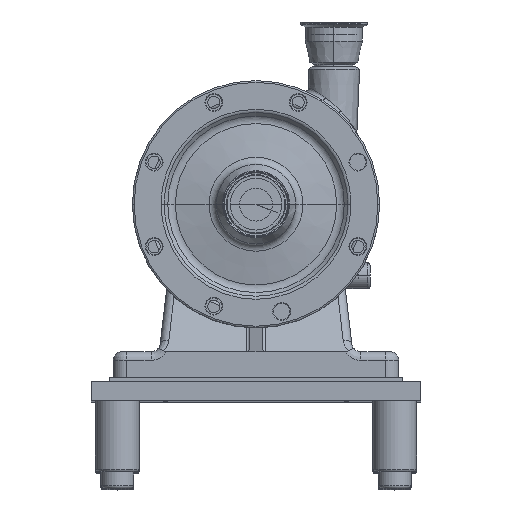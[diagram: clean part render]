
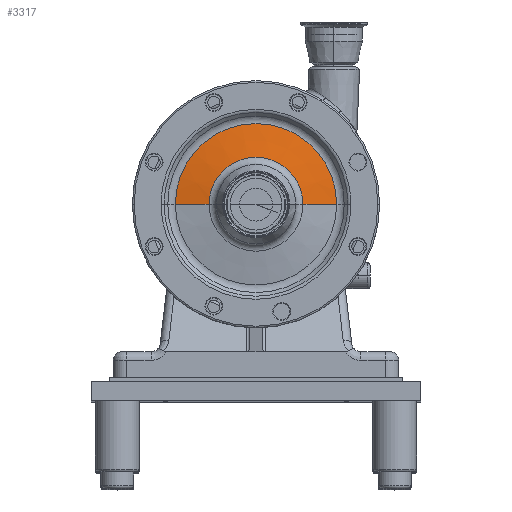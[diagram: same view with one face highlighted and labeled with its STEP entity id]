
A CAD part, top view. The second image highlights one B-rep face of the part: STEP entity #3317.
In plain terms, the highlighted conical face has half-angle 80 degrees and reference radius 93.263 mm.
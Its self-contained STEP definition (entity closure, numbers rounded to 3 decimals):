
#745 = DIRECTION ( 'NONE',  ( 0., 0., 1. ) ) ;
#1074 = LINE ( 'NONE', #16499, #8791 ) ;
#1624 = AXIS2_PLACEMENT_3D ( 'NONE', #28130, #745, #31075 ) ;
#1698 = VECTOR ( 'NONE', #2720, 1000. ) ;
#1906 = LINE ( 'NONE', #9437, #1698 ) ;
#2720 = DIRECTION ( 'NONE',  ( 0.985, 0., -0.174 ) ) ;
#2767 = CONICAL_SURFACE ( 'NONE', #6933, 93.264, 1.396 ) ;
#3317 = ADVANCED_FACE ( 'NONE', ( #3397 ), #2767, .T. ) ;
#3397 = FACE_OUTER_BOUND ( 'NONE', #9828, .T. ) ;
#5365 = DIRECTION ( 'NONE',  ( -1., 0., 0. ) ) ;
#6186 = VERTEX_POINT ( 'NONE', #15417 ) ;
#6933 = AXIS2_PLACEMENT_3D ( 'NONE', #13250, #27675, #5365 ) ;
#8791 = VECTOR ( 'NONE', #15991, 1000. ) ;
#9437 = CARTESIAN_POINT ( 'NONE',  ( 93.264, 0., 76.812 ) ) ;
#9828 = EDGE_LOOP ( 'NONE', ( #27470, #31347, #18629, #28649 ) ) ;
#10165 = CARTESIAN_POINT ( 'NONE',  ( 54.264, 0., 83.689 ) ) ;
#10549 = CIRCLE ( 'NONE', #12642, 93.264 ) ;
#12642 = AXIS2_PLACEMENT_3D ( 'NONE', #27416, #32296, #19695 ) ;
#13250 = CARTESIAN_POINT ( 'NONE',  ( 0., 0., 76.812 ) ) ;
#14668 = EDGE_CURVE ( 'NONE', #18845, #6186, #10549, .T. ) ;
#15417 = CARTESIAN_POINT ( 'NONE',  ( -93.264, 0., 76.812 ) ) ;
#15991 = DIRECTION ( 'NONE',  ( -0.985, 0., -0.174 ) ) ;
#16147 = EDGE_CURVE ( 'NONE', #32156, #18845, #1906, .T. ) ;
#16499 = CARTESIAN_POINT ( 'NONE',  ( -93.264, 0., 76.812 ) ) ;
#18629 = ORIENTED_EDGE ( 'NONE', *, *, #14668, .T. ) ;
#18845 = VERTEX_POINT ( 'NONE', #19773 ) ;
#19424 = CIRCLE ( 'NONE', #1624, 54.264 ) ;
#19695 = DIRECTION ( 'NONE',  ( 1., 0., 0. ) ) ;
#19773 = CARTESIAN_POINT ( 'NONE',  ( 93.264, 0., 76.812 ) ) ;
#24406 = EDGE_CURVE ( 'NONE', #26315, #6186, #1074, .T. ) ;
#26315 = VERTEX_POINT ( 'NONE', #28718 ) ;
#27416 = CARTESIAN_POINT ( 'NONE',  ( 0., 0., 76.812 ) ) ;
#27470 = ORIENTED_EDGE ( 'NONE', *, *, #30241, .F. ) ;
#27675 = DIRECTION ( 'NONE',  ( 0., 0., -1. ) ) ;
#28130 = CARTESIAN_POINT ( 'NONE',  ( 0., 0., 83.689 ) ) ;
#28649 = ORIENTED_EDGE ( 'NONE', *, *, #24406, .F. ) ;
#28718 = CARTESIAN_POINT ( 'NONE',  ( -54.264, 0., 83.689 ) ) ;
#30241 = EDGE_CURVE ( 'NONE', #32156, #26315, #19424, .T. ) ;
#31075 = DIRECTION ( 'NONE',  ( 1., 0., 0. ) ) ;
#31347 = ORIENTED_EDGE ( 'NONE', *, *, #16147, .T. ) ;
#32156 = VERTEX_POINT ( 'NONE', #10165 ) ;
#32296 = DIRECTION ( 'NONE',  ( 0., 0., 1. ) ) ;
